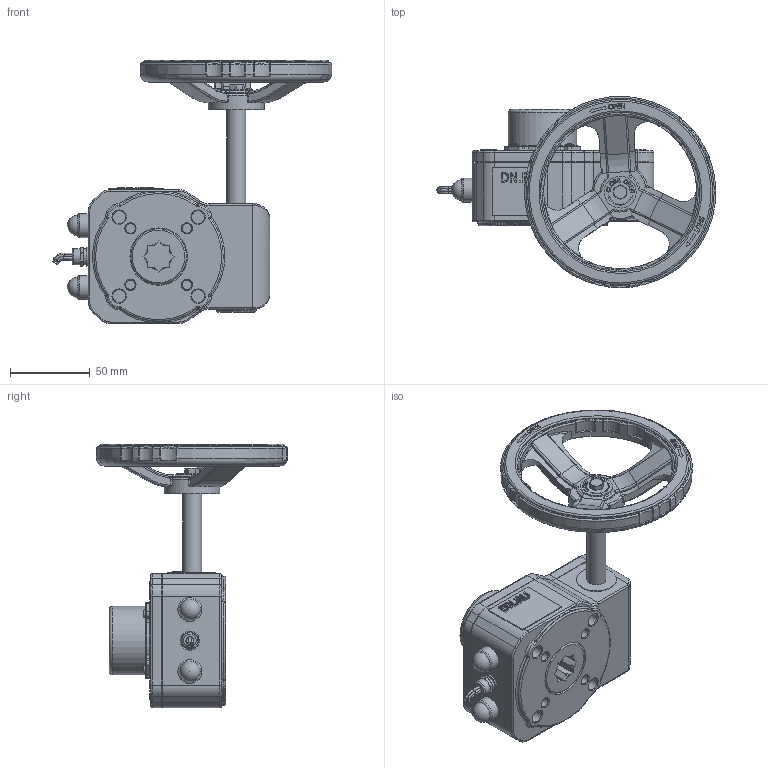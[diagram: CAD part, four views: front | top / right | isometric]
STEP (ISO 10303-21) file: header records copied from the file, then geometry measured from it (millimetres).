
FILE_DESCRIPTION(/* description */ (''),/* implementation_level */ '2;1');
FILE_NAME(/* name */ 'HGBF-1-14_3D_STEP.stp',/* time_stamp */ '2024-08-15T23:32:25+03:00',/* author */ ('igorr'),/* organization */ (''),/* preprocessor_version */ 'ST-DEVELOPER v20',/* originating_system */ 'Autodesk Inventor 2025',/* authorisation */ '');
FILE_SCHEMA (('AUTOMOTIVE_DESIGN { 1 0 10303 214 3 1 1 }'));
Products named in the file (8): Сборка; Деталь1; Деталь 2; Деталь 3; BS 4168 - M5 x 16; AS 1427 - M2,5 x 4; AS 1110 - M5 x 10; Деталь4
Assembly tree (13 placements, depth 2):
  Сборка
    Деталь1
    Деталь 2
    Деталь 3
    BS 4168 - M5 x 16  x4
    AS 1427 - M2,5 x 4  x4
    AS 1110 - M5 x 10
    Деталь4
Bounding box: 175.3 x 119.78 x 165 mm (x, y, z)
Volume: 498079.7 mm3; surface area: 90962.2 mm2
Topology: 14 solids, 14 shells, 2269 faces, 5836 edges, 3731 vertices
Faces by surface type: plane 828, bspline 591, cylinder 439, torus 247, cone 83, sphere 81
Full cylindrical faces by diameter (mm): 0.789 x6, 1.5 x9, 2.224 x4, 2.5 x4, 5 x6, 6 x8, 8 x5, 10 x7, 12 x2, 15 x2, 20 x1, 25 x2, 35 x3, 36 x2, 40 x1, 40.5 x1, 41 x1, 43 x1, 96 x1, 100 x1, 116 x1
Entity records: 78481 total; most frequent: CARTESIAN_POINT 27321, ORIENTED_EDGE 11000, DIRECTION 8802, EDGE_CURVE 5500, VERTEX_POINT 3515, AXIS2_PLACEMENT_3D 3095, LINE 2612, VECTOR 2612
